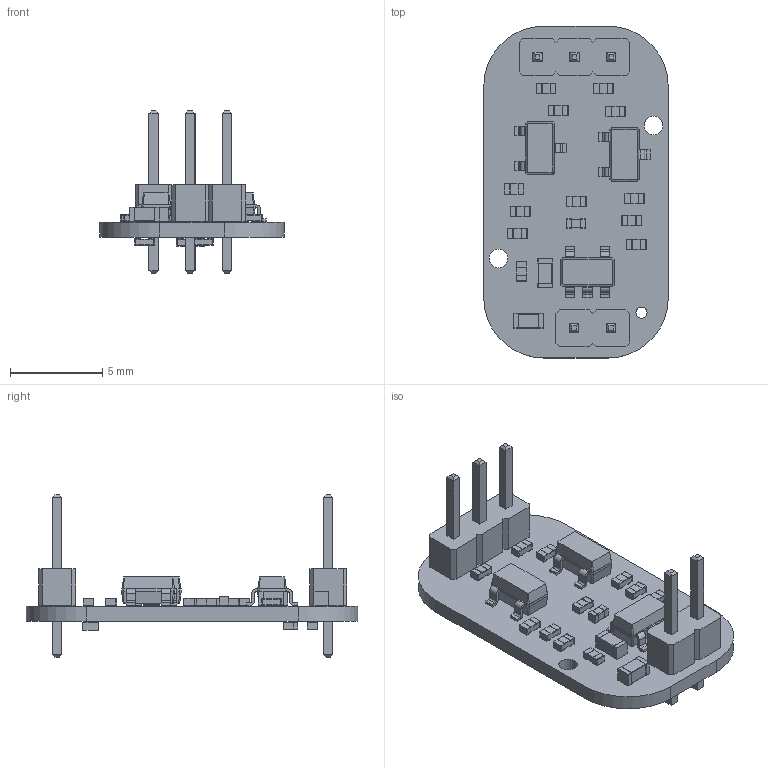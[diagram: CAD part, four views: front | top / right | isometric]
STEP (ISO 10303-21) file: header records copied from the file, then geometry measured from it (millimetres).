
FILE_DESCRIPTION(('KiCad electronic assembly'),'2;1');
FILE_NAME('Nu_Preamp.step','2018-07-31T13:34:02',('An Author'),( 'A Company'),'Open CASCADE STEP processor 6.8', 'KiCad to STEP converter','Unknown');
FILE_SCHEMA(('AUTOMOTIVE_DESIGN_CC2 { 1 2 10303 214 -1 1 5 4 }'));
Length unit declared in the file: millimetre
Products named in the file (18): Open CASCADE STEP translator 6.8 1; SOT-23; SOLID; R_0402; C_0402; SOT-23-5; C_0603; Pin_Header_Straight_1x03_Pitch2.00mm; Pin_Header_Straight_1x02_Pitch2.00mm; R_0603; COMPOUND
Assembly tree (33 placements, depth 3):
  Open CASCADE STEP translator 6.8 1
    SOT-23  x2
      SOLID
    R_0402  x15
      SOLID
    C_0402
      SOLID
    SOT-23-5
      SOLID
    C_0603  x2
      SOLID
    Pin_Header_Straight_1x03_Pitch2.00mm
      SOLID
    Pin_Header_Straight_1x02_Pitch2.00mm
      SOLID
    R_0603
      SOLID
    COMPOUND
Bounding box: 10 x 18 x 8.8 mm (x, y, z)
Volume: 206.2 mm3; surface area: 685.8 mm2
Topology: 25 solids, 25 shells, 947 faces, 2487 edges, 1606 vertices
Faces by surface type: plane 644, cylinder 220, bspline 83
Full cylindrical faces by diameter (mm): 0.6 x1, 0.75 x5, 1 x2
Entity records: 40477 total; most frequent: CARTESIAN_POINT 15162, DIRECTION 3824, LINE 2540, VECTOR 2540, ORIENTED_EDGE 2256, PCURVE 2256, DEFINITIONAL_REPRESENTATION 2256, EDGE_CURVE 1128
